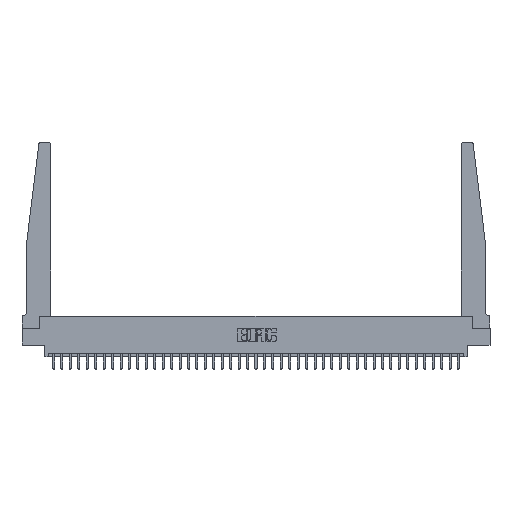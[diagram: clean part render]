
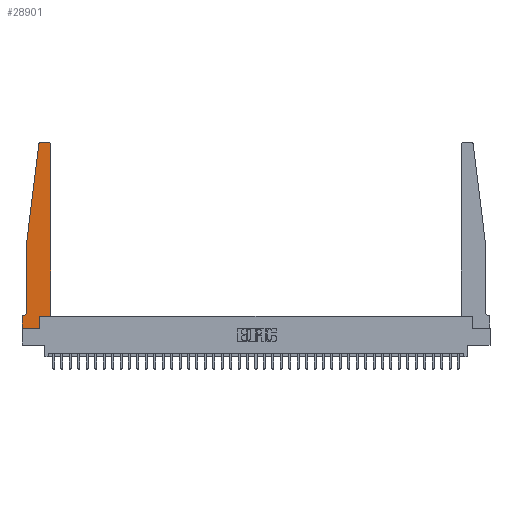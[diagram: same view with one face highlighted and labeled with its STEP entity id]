
A CAD part, top view. The second image highlights one B-rep face of the part: STEP entity #28901.
In plain terms, the highlighted planar face has unit normal (0, 0, 1).
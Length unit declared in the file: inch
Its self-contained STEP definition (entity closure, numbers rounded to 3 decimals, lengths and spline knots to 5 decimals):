
#47 = CARTESIAN_POINT ( 'NONE',  ( 0.25, 2.75, 0.37 ) ) ;
#377 = DIRECTION ( 'NONE',  ( -0.122, -0.992, 0. ) ) ;
#1046 = CARTESIAN_POINT ( 'NONE',  ( 0.065, 1.25, 0.37 ) ) ;
#1406 = EDGE_CURVE ( 'NONE', #3186, #7400, #28945, .T. ) ;
#1856 = DIRECTION ( 'NONE',  ( 1., 0., 0. ) ) ;
#2058 = VECTOR ( 'NONE', #6680, 39.37008 ) ;
#2125 = VECTOR ( 'NONE', #3640, 39.37008 ) ;
#2735 = ORIENTED_EDGE ( 'NONE', *, *, #7180, .T. ) ;
#3186 = VERTEX_POINT ( 'NONE', #30008 ) ;
#3309 = ORIENTED_EDGE ( 'NONE', *, *, #34964, .T. ) ;
#3399 = CARTESIAN_POINT ( 'NONE',  ( 0., 0., 0.37 ) ) ;
#3640 = DIRECTION ( 'NONE',  ( 0., 1., 0. ) ) ;
#3763 = CARTESIAN_POINT ( 'NONE',  ( 0.24675, 2.72367, 0.37 ) ) ;
#4198 = VERTEX_POINT ( 'NONE', #19220 ) ;
#4437 = CARTESIAN_POINT ( 'NONE',  ( 0., 0.1875, 0.37 ) ) ;
#4824 = LINE ( 'NONE', #10546, #35293 ) ;
#5294 = LINE ( 'NONE', #1046, #32789 ) ;
#5585 = AXIS2_PLACEMENT_3D ( 'NONE', #11256, #22539, #30477 ) ;
#5762 = CARTESIAN_POINT ( 'NONE',  ( 0.425, 0.18, 0.37 ) ) ;
#5891 = DIRECTION ( 'NONE',  ( -1., 0., 0. ) ) ;
#6680 = DIRECTION ( 'NONE',  ( -1., 0., 0. ) ) ;
#7132 = VERTEX_POINT ( 'NONE', #7604 ) ;
#7180 = EDGE_CURVE ( 'NONE', #28772, #28016, #4824, .T. ) ;
#7400 = VERTEX_POINT ( 'NONE', #14044 ) ;
#7586 = CARTESIAN_POINT ( 'NONE',  ( 0.27653, 2.72, 0.37 ) ) ;
#7604 = CARTESIAN_POINT ( 'NONE',  ( 0.395, 2.75, 0.37 ) ) ;
#8986 = VERTEX_POINT ( 'NONE', #15689 ) ;
#9725 = ORIENTED_EDGE ( 'NONE', *, *, #30374, .T. ) ;
#9869 = CARTESIAN_POINT ( 'NONE',  ( 0.27653, 2.75, 0.37 ) ) ;
#10023 = CARTESIAN_POINT ( 'NONE',  ( 0.015, 0.1875, 0.37 ) ) ;
#10546 = CARTESIAN_POINT ( 'NONE',  ( 0., 0., 0.37 ) ) ;
#10842 = CARTESIAN_POINT ( 'NONE',  ( 0.425, 0.18, 0.37 ) ) ;
#11256 = CARTESIAN_POINT ( 'NONE',  ( 0., 0.1875, 0.37 ) ) ;
#11769 = DIRECTION ( 'NONE',  ( 0., -1., 0. ) ) ;
#12155 = EDGE_LOOP ( 'NONE', ( #21077, #35782, #3309, #9725, #22173, #18112, #2735, #31534, #26480, #30881, #24070, #17967 ) ) ;
#12533 = AXIS2_PLACEMENT_3D ( 'NONE', #14189, #14920, #5891 ) ;
#12754 = CARTESIAN_POINT ( 'NONE',  ( 0.065, 0.1875, 0.37 ) ) ;
#13890 = DIRECTION ( 'NONE',  ( 1., 0., 0. ) ) ;
#14044 = CARTESIAN_POINT ( 'NONE',  ( 0.2605, 0.18, 0.37 ) ) ;
#14189 = CARTESIAN_POINT ( 'NONE',  ( 0.015, 0.2375, 0.37 ) ) ;
#14706 = VECTOR ( 'NONE', #30164, 39.37008 ) ;
#14861 = CIRCLE ( 'NONE', #15440, 0.03 ) ;
#14920 = DIRECTION ( 'NONE',  ( 0., 0., -1. ) ) ;
#15440 = AXIS2_PLACEMENT_3D ( 'NONE', #7586, #35669, #27525 ) ;
#15689 = CARTESIAN_POINT ( 'NONE',  ( 0.425, 0.18, 0.37 ) ) ;
#16080 = VECTOR ( 'NONE', #22800, 39.37008 ) ;
#16278 = DIRECTION ( 'NONE',  ( 0., -1., 0. ) ) ;
#16547 = VECTOR ( 'NONE', #13890, 39.37008 ) ;
#16567 = DIRECTION ( 'NONE',  ( 0., 1., 0. ) ) ;
#16667 = LINE ( 'NONE', #5762, #16547 ) ;
#16861 = EDGE_CURVE ( 'NONE', #7132, #31123, #27769, .T. ) ;
#17170 = FACE_OUTER_BOUND ( 'NONE', #12155, .T. ) ;
#17967 = ORIENTED_EDGE ( 'NONE', *, *, #31473, .T. ) ;
#18112 = ORIENTED_EDGE ( 'NONE', *, *, #29780, .T. ) ;
#18550 = LINE ( 'NONE', #18921, #14706 ) ;
#18921 = CARTESIAN_POINT ( 'NONE',  ( 0., 0., 0.37 ) ) ;
#19220 = CARTESIAN_POINT ( 'NONE',  ( 0.065, 1.25, 0.37 ) ) ;
#19445 = CARTESIAN_POINT ( 'NONE',  ( 0.065, 1.25, 0.37 ) ) ;
#19890 = AXIS2_PLACEMENT_3D ( 'NONE', #29579, #34959, #1856 ) ;
#19992 = LINE ( 'NONE', #19445, #33823 ) ;
#20871 = VECTOR ( 'NONE', #16567, 39.37008 ) ;
#21077 = ORIENTED_EDGE ( 'NONE', *, *, #16861, .T. ) ;
#21375 = EDGE_CURVE ( 'NONE', #28016, #3186, #18550, .T. ) ;
#22173 = ORIENTED_EDGE ( 'NONE', *, *, #33653, .T. ) ;
#22264 = VERTEX_POINT ( 'NONE', #10023 ) ;
#22311 = LINE ( 'NONE', #10842, #20871 ) ;
#22464 = EDGE_CURVE ( 'NONE', #7400, #8986, #16667, .T. ) ;
#22539 = DIRECTION ( 'NONE',  ( 0., 0., 1. ) ) ;
#22800 = DIRECTION ( 'NONE',  ( -1., 0., 0. ) ) ;
#23422 = CARTESIAN_POINT ( 'NONE',  ( 0.2605, 0.18, 0.37 ) ) ;
#23845 = EDGE_CURVE ( 'NONE', #31123, #28230, #14861, .T. ) ;
#24070 = ORIENTED_EDGE ( 'NONE', *, *, #27523, .T. ) ;
#24522 = CARTESIAN_POINT ( 'NONE',  ( 0.425, 2.72, 0.37 ) ) ;
#24935 = PLANE ( 'NONE',  #5585 ) ;
#26480 = ORIENTED_EDGE ( 'NONE', *, *, #1406, .T. ) ;
#26619 = LINE ( 'NONE', #12754, #2058 ) ;
#26621 = VERTEX_POINT ( 'NONE', #33338 ) ;
#27523 = EDGE_CURVE ( 'NONE', #8986, #33870, #22311, .T. ) ;
#27525 = DIRECTION ( 'NONE',  ( 1., 0., 0. ) ) ;
#27769 = LINE ( 'NONE', #47, #16080 ) ;
#28016 = VERTEX_POINT ( 'NONE', #3399 ) ;
#28230 = VERTEX_POINT ( 'NONE', #3763 ) ;
#28772 = VERTEX_POINT ( 'NONE', #4437 ) ;
#28901 = ADVANCED_FACE ( 'NONE', ( #17170 ), #24935, .T. ) ;
#28945 = LINE ( 'NONE', #23422, #2125 ) ;
#29579 = CARTESIAN_POINT ( 'NONE',  ( 0.395, 2.72, 0.37 ) ) ;
#29780 = EDGE_CURVE ( 'NONE', #22264, #28772, #26619, .T. ) ;
#30008 = CARTESIAN_POINT ( 'NONE',  ( 0.2605, 0., 0.37 ) ) ;
#30164 = DIRECTION ( 'NONE',  ( 1., 0., 0. ) ) ;
#30374 = EDGE_CURVE ( 'NONE', #4198, #26621, #5294, .T. ) ;
#30472 = CIRCLE ( 'NONE', #19890, 0.03 ) ;
#30477 = DIRECTION ( 'NONE',  ( 1., 0., 0. ) ) ;
#30881 = ORIENTED_EDGE ( 'NONE', *, *, #22464, .T. ) ;
#31123 = VERTEX_POINT ( 'NONE', #9869 ) ;
#31473 = EDGE_CURVE ( 'NONE', #33870, #7132, #30472, .T. ) ;
#31534 = ORIENTED_EDGE ( 'NONE', *, *, #21375, .T. ) ;
#32789 = VECTOR ( 'NONE', #11769, 39.37008 ) ;
#33338 = CARTESIAN_POINT ( 'NONE',  ( 0.065, 0.2375, 0.37 ) ) ;
#33653 = EDGE_CURVE ( 'NONE', #26621, #22264, #34348, .T. ) ;
#33823 = VECTOR ( 'NONE', #377, 39.37008 ) ;
#33870 = VERTEX_POINT ( 'NONE', #24522 ) ;
#34348 = CIRCLE ( 'NONE', #12533, 0.05 ) ;
#34959 = DIRECTION ( 'NONE',  ( 0., 0., 1. ) ) ;
#34964 = EDGE_CURVE ( 'NONE', #28230, #4198, #19992, .T. ) ;
#35293 = VECTOR ( 'NONE', #16278, 39.37008 ) ;
#35669 = DIRECTION ( 'NONE',  ( 0., 0., 1. ) ) ;
#35782 = ORIENTED_EDGE ( 'NONE', *, *, #23845, .T. ) ;
